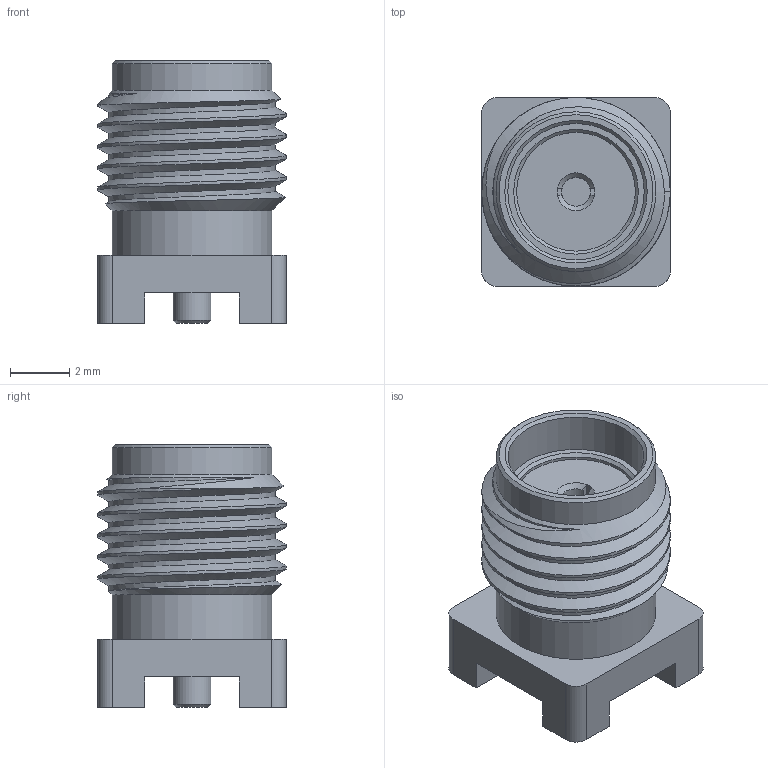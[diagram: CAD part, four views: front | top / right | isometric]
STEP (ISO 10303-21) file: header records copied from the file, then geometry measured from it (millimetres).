
FILE_DESCRIPTION(('FreeCAD Model'),'2;1');
FILE_NAME('Open CASCADE Shape Model','2024-10-02T13:15:20',( 'kicad StepUp'),('ksu MCAD'),'Open CASCADE STEP processor 7.8', 'FreeCAD','Unknown');
FILE_SCHEMA(('AUTOMOTIVE_DESIGN { 1 0 10303 214 1 1 1 1 }'));
Length unit declared in the file: millimetre
Products named in the file (1): SMA_Amphenol_132134-10_Vertical
Bounding box: 6.35 x 6.35 x 8.84 mm (x, y, z)
Volume: 198.8 mm3; surface area: 335.4 mm2
Topology: 1 solids, 1 shells, 77 faces, 176 edges, 107 vertices
Faces by surface type: plane 31, cylinder 19, bspline 18, cone 9
Full cylindrical faces by diameter (mm): 0.97 x1, 1.27 x1, 4 x1, 4.2 x1, 4.597 x1, 5.385 x2, 6.35 x3
Entity records: 3433 total; most frequent: CARTESIAN_POINT 1757, ORIENTED_EDGE 352, DIRECTION 294, EDGE_CURVE 176, VERTEX_POINT 107, AXIS2_PLACEMENT_3D 105, LINE 84, VECTOR 84
